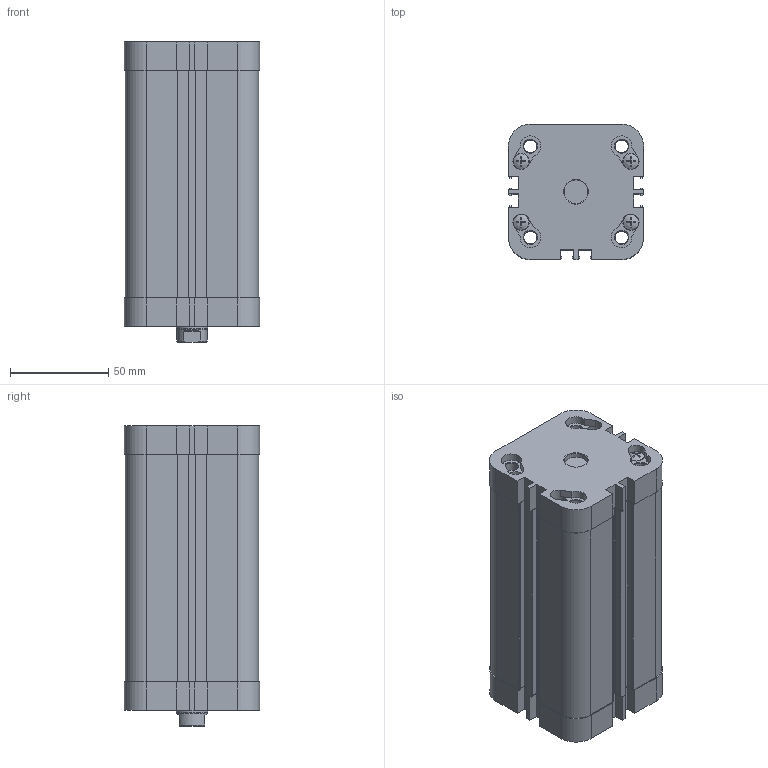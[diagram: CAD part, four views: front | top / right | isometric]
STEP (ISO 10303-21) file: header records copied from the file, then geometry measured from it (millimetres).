
FILE_DESCRIPTION(/* description */ (''),/* implementation_level */ '2;1');
FILE_NAME(/* name */ 'nad_50-100.stp',/* time_stamp */ '2017-08-23T10:48:47+02:00',/* author */ ('leitheußer'),/* organization */ (''),/* preprocessor_version */ 'ST-DEVELOPER v15.6',/* originating_system */ 'Autodesk Inventor LT ',/* authorisation */ '');
FILE_SCHEMA (('AUTOMOTIVE_DESIGN { 1 0 10303 214 3 1 1 }'));
Length unit declared in the file: millimetre
Products named in the file (1): CDEM050_100_KNF
Bounding box: 69 x 69 x 153 mm (x, y, z)
Volume: 313489.3 mm3; surface area: 158073.2 mm2
Topology: 19 solids, 19 shells, 649 faces, 1654 edges, 1081 vertices
Faces by surface type: plane 338, cylinder 221, cone 64, torus 18, bspline 8
Full cylindrical faces by diameter (mm): 3.5 x2, 3.75 x4, 4 x8, 4.5 x8, 6.647 x8, 8 x8, 8.3 x8, 8.376 x2, 8.566 x2, 10 x2, 12 x1, 15.5 x1, 15.9 x1, 16 x4, 16.282 x1, 17.7 x1, 17.727 x1, 18 x2, 18.795 x1, 20.5 x2, 25.5 x2, 30.5 x2, 46.8 x2, 49.4 x1, 50 x5, 52.4 x2
Entity records: 19650 total; most frequent: CARTESIAN_POINT 4300, DIRECTION 3182, ORIENTED_EDGE 2964, EDGE_CURVE 1482, AXIS2_PLACEMENT_3D 1192, VERTEX_POINT 1058, EDGE_LOOP 908, LINE 798
